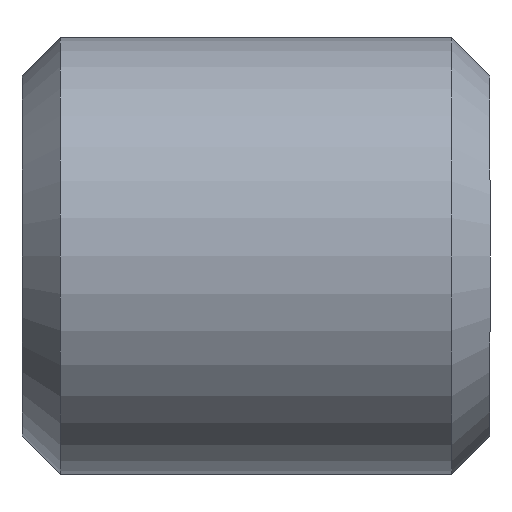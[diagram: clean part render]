
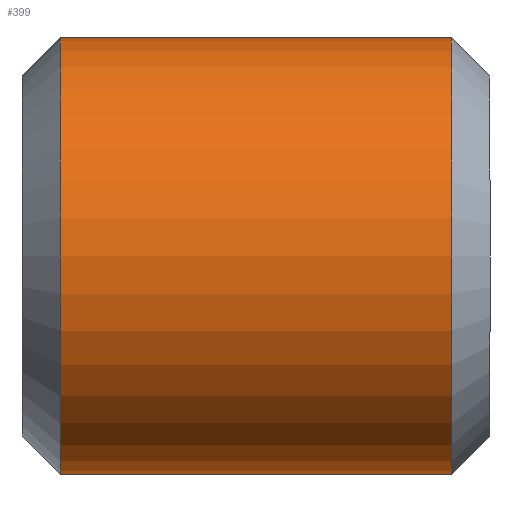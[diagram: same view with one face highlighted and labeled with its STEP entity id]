
A CAD part, left-side view. The second image highlights one B-rep face of the part: STEP entity #399.
In plain terms, the highlighted cylindrical face has radius 7 mm (diameter 14 mm), a partial arc.
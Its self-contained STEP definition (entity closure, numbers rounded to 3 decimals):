
#4 = LINE ( 'NONE', #348, #338 ) ;
#12 = CARTESIAN_POINT ( 'NONE',  ( 0., 0., 7. ) ) ;
#24 = VERTEX_POINT ( 'NONE', #196 ) ;
#30 = EDGE_CURVE ( 'NONE', #61, #208, #4, .T. ) ;
#34 = DIRECTION ( 'NONE',  ( 0., -1., 0. ) ) ;
#40 = VECTOR ( 'NONE', #139, 1000. ) ;
#41 = ORIENTED_EDGE ( 'NONE', *, *, #30, .T. ) ;
#61 = VERTEX_POINT ( 'NONE', #372 ) ;
#76 = DIRECTION ( 'NONE',  ( 0., 0., 1. ) ) ;
#83 = DIRECTION ( 'NONE',  ( 0., -1., 0. ) ) ;
#110 = EDGE_LOOP ( 'NONE', ( #385, #41, #336, #153 ) ) ;
#137 = VERTEX_POINT ( 'NONE', #292 ) ;
#139 = DIRECTION ( 'NONE',  ( 0., -1., 0. ) ) ;
#145 = CYLINDRICAL_SURFACE ( 'NONE', #291, 7. ) ;
#153 = ORIENTED_EDGE ( 'NONE', *, *, #285, .F. ) ;
#196 = CARTESIAN_POINT ( 'NONE',  ( 0., -1.227, 7. ) ) ;
#208 = VERTEX_POINT ( 'NONE', #349 ) ;
#231 = DIRECTION ( 'NONE',  ( 0., -1., 0. ) ) ;
#248 = EDGE_CURVE ( 'NONE', #137, #208, #278, .T. ) ;
#264 = CARTESIAN_POINT ( 'NONE',  ( 0., 0., 0. ) ) ;
#267 = CARTESIAN_POINT ( 'NONE',  ( 0., -13.773, 0. ) ) ;
#278 = CIRCLE ( 'NONE', #359, 7. ) ;
#283 = CIRCLE ( 'NONE', #398, 7. ) ;
#285 = EDGE_CURVE ( 'NONE', #24, #137, #358, .T. ) ;
#291 = AXIS2_PLACEMENT_3D ( 'NONE', #264, #231, #383 ) ;
#292 = CARTESIAN_POINT ( 'NONE',  ( 0., -13.773, 7. ) ) ;
#298 = FACE_OUTER_BOUND ( 'NONE', #110, .T. ) ;
#324 = DIRECTION ( 'NONE',  ( 0., 0., 1. ) ) ;
#331 = DIRECTION ( 'NONE',  ( 0., -1., 0. ) ) ;
#336 = ORIENTED_EDGE ( 'NONE', *, *, #248, .F. ) ;
#338 = VECTOR ( 'NONE', #34, 1000. ) ;
#342 = EDGE_CURVE ( 'NONE', #24, #61, #283, .T. ) ;
#348 = CARTESIAN_POINT ( 'NONE',  ( 0., 0., -7. ) ) ;
#349 = CARTESIAN_POINT ( 'NONE',  ( 0., -13.773, -7. ) ) ;
#358 = LINE ( 'NONE', #12, #40 ) ;
#359 = AXIS2_PLACEMENT_3D ( 'NONE', #267, #331, #324 ) ;
#372 = CARTESIAN_POINT ( 'NONE',  ( 0., -1.227, -7. ) ) ;
#383 = DIRECTION ( 'NONE',  ( 0., 0., 1. ) ) ;
#385 = ORIENTED_EDGE ( 'NONE', *, *, #342, .T. ) ;
#388 = CARTESIAN_POINT ( 'NONE',  ( 0., -1.227, 0. ) ) ;
#398 = AXIS2_PLACEMENT_3D ( 'NONE', #388, #83, #76 ) ;
#399 = ADVANCED_FACE ( 'CYL_1', ( #298 ), #145, .T. ) ;
